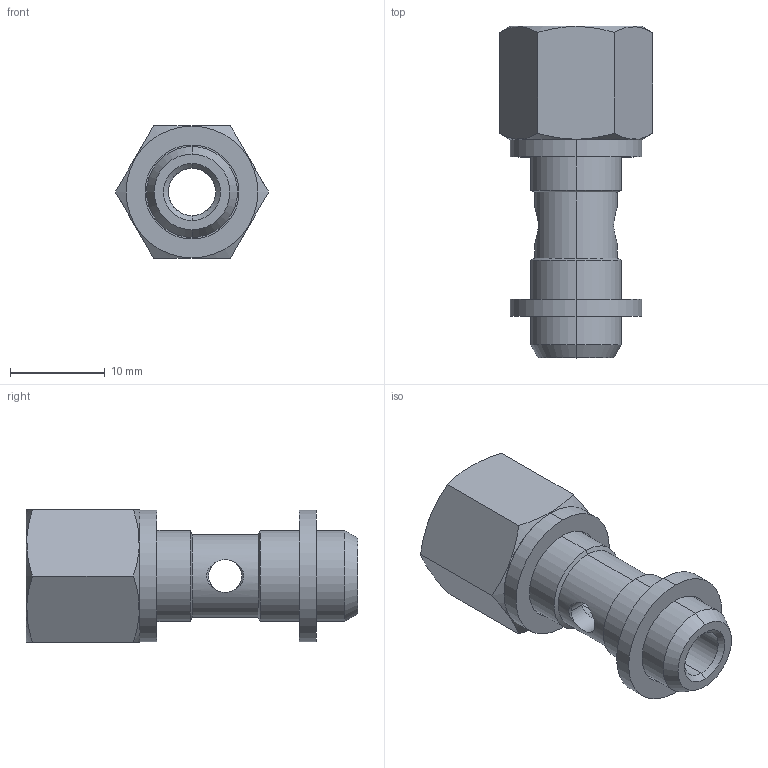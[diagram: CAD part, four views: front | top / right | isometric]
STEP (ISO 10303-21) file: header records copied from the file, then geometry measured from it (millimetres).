
FILE_DESCRIPTION (( 'STEP AP203' ), '1' );
FILE_NAME ('A0230001.STEP', '2009-12-04T13:18:32', ( 'Gabriele' ), ( 'C.Matic srl' ), 'SwSTEP 2.0', 'SolidWorks 2009', '' );
FILE_SCHEMA (( 'CONFIG_CONTROL_DESIGN' ));
Length unit declared in the file: millimetre
Products named in the file (3): A0230001; 003-0046; 001-A107
Assembly tree (3 placements, depth 2):
  A0230001
    001-A107
    003-0046  x2
Bounding box: 16.17 x 35 x 14 mm (x, y, z)
Volume: 2785.9 mm3; surface area: 2721.9 mm2
Topology: 3 solids, 3 shells, 57 faces, 130 edges, 80 vertices
Faces by surface type: cone 22, cylinder 22, plane 13
Entity records: 2085 total; most frequent: CARTESIAN_POINT 601, DIRECTION 248, ORIENTED_EDGE 236, EDGE_CURVE 118, AXIS2_PLACEMENT_3D 103, VERTEX_POINT 72, EDGE_LOOP 60, ADVANCED_FACE 51
